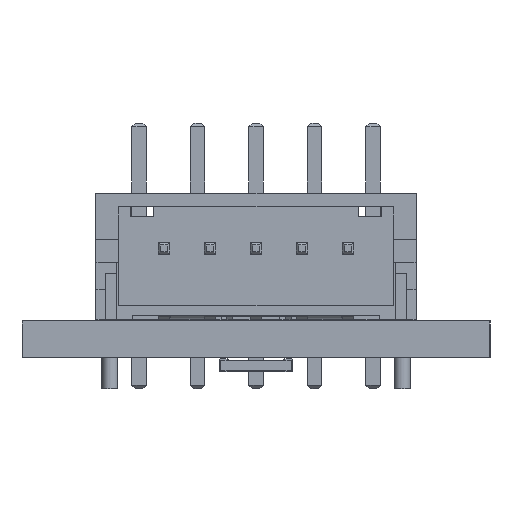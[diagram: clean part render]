
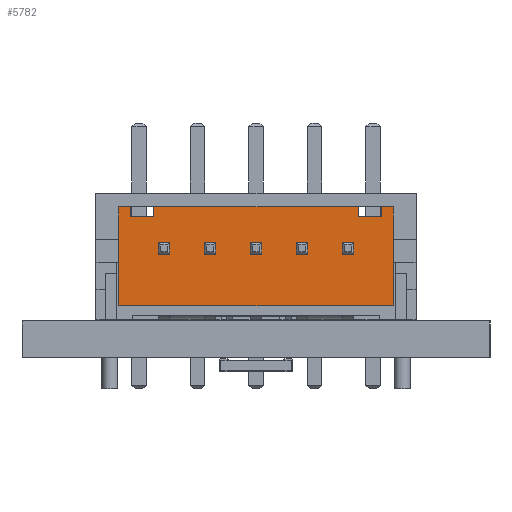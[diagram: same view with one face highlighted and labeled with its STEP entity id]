
A CAD part, left-side view. The second image highlights one B-rep face of the part: STEP entity #5782.
In plain terms, the highlighted face is planar.
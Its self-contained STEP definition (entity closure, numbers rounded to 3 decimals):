
#4304 = VERTEX_POINT('',#4305);
#4305 = CARTESIAN_POINT('',(5.95,4.9,-5.4));
#4311 = EDGE_CURVE('',#4304,#4312,#4314,.T.);
#4312 = VERTEX_POINT('',#4313);
#4313 = CARTESIAN_POINT('',(5.95,0.6,-5.4));
#4314 = LINE('',#4315,#4316);
#4315 = CARTESIAN_POINT('',(5.95,2.45,-5.4));
#4316 = VECTOR('',#4317,1.);
#4317 = DIRECTION('',(0.,-1.,0.));
#4472 = VERTEX_POINT('',#4473);
#4473 = CARTESIAN_POINT('',(-5.95,0.6,-5.4));
#4479 = EDGE_CURVE('',#4472,#4480,#4482,.T.);
#4480 = VERTEX_POINT('',#4481);
#4481 = CARTESIAN_POINT('',(-5.95,4.9,-5.4));
#4482 = LINE('',#4483,#4484);
#4483 = CARTESIAN_POINT('',(-5.95,0.3,-5.4));
#4484 = VECTOR('',#4485,1.);
#4485 = DIRECTION('',(0.,1.,0.));
#4849 = VERTEX_POINT('',#4850);
#4850 = CARTESIAN_POINT('',(-4.45,4.9,-5.4));
#4874 = VERTEX_POINT('',#4875);
#4875 = CARTESIAN_POINT('',(-4.45,4.5,-5.4));
#4881 = EDGE_CURVE('',#4849,#4874,#4882,.T.);
#4882 = LINE('',#4883,#4884);
#4883 = CARTESIAN_POINT('',(-4.45,2.75,-5.4));
#4884 = VECTOR('',#4885,1.);
#4885 = DIRECTION('',(0.,-1.,0.));
#4896 = VERTEX_POINT('',#4897);
#4897 = CARTESIAN_POINT('',(-5.45,4.9,-5.4));
#4903 = EDGE_CURVE('',#4904,#4896,#4906,.T.);
#4904 = VERTEX_POINT('',#4905);
#4905 = CARTESIAN_POINT('',(-5.45,4.5,-5.4));
#4906 = LINE('',#4907,#4908);
#4907 = CARTESIAN_POINT('',(-5.45,2.75,-5.4));
#4908 = VECTOR('',#4909,1.);
#4909 = DIRECTION('',(0.,1.,0.));
#4942 = EDGE_CURVE('',#4874,#4904,#4943,.T.);
#4943 = LINE('',#4944,#4945);
#4944 = CARTESIAN_POINT('',(-2.475,4.5,-5.4));
#4945 = VECTOR('',#4946,1.);
#4946 = DIRECTION('',(-1.,0.,0.));
#5176 = EDGE_CURVE('',#4849,#5177,#5179,.T.);
#5177 = VERTEX_POINT('',#5178);
#5178 = CARTESIAN_POINT('',(4.45,4.9,-5.4));
#5179 = LINE('',#5180,#5181);
#5180 = CARTESIAN_POINT('',(-2.975,4.9,-5.4));
#5181 = VECTOR('',#5182,1.);
#5182 = DIRECTION('',(1.,0.,0.));
#5201 = VERTEX_POINT('',#5202);
#5202 = CARTESIAN_POINT('',(5.45,4.9,-5.4));
#5208 = EDGE_CURVE('',#5201,#4304,#5209,.T.);
#5209 = LINE('',#5210,#5211);
#5210 = CARTESIAN_POINT('',(-2.975,4.9,-5.4));
#5211 = VECTOR('',#5212,1.);
#5212 = DIRECTION('',(1.,0.,0.));
#5217 = EDGE_CURVE('',#4480,#4896,#5218,.T.);
#5218 = LINE('',#5219,#5220);
#5219 = CARTESIAN_POINT('',(-2.975,4.9,-5.4));
#5220 = VECTOR('',#5221,1.);
#5221 = DIRECTION('',(1.,0.,0.));
#5593 = EDGE_CURVE('',#5594,#5596,#5598,.T.);
#5594 = VERTEX_POINT('',#5595);
#5595 = CARTESIAN_POINT('',(5.45,4.5,-5.4));
#5596 = VERTEX_POINT('',#5597);
#5597 = CARTESIAN_POINT('',(4.45,4.5,-5.4));
#5598 = LINE('',#5599,#5600);
#5599 = CARTESIAN_POINT('',(2.475,4.5,-5.4));
#5600 = VECTOR('',#5601,1.);
#5601 = DIRECTION('',(-1.,0.,0.));
#5649 = EDGE_CURVE('',#5596,#5177,#5650,.T.);
#5650 = LINE('',#5651,#5652);
#5651 = CARTESIAN_POINT('',(4.45,2.75,-5.4));
#5652 = VECTOR('',#5653,1.);
#5653 = DIRECTION('',(0.,1.,0.));
#5678 = EDGE_CURVE('',#5201,#5594,#5679,.T.);
#5679 = LINE('',#5680,#5681);
#5680 = CARTESIAN_POINT('',(5.45,2.75,-5.4));
#5681 = VECTOR('',#5682,1.);
#5682 = DIRECTION('',(0.,-1.,0.));
#5782 = ADVANCED_FACE('',(#5783,#5802,#5836,#5870,#5904,#5938),#5972,.F.
  );
#5783 = FACE_BOUND('',#5784,.T.);
#5784 = EDGE_LOOP('',(#5785,#5786,#5787,#5788,#5794,#5795,#5796,#5797,
    #5798,#5799,#5800,#5801));
#5785 = ORIENTED_EDGE('',*,*,#4903,.T.);
#5786 = ORIENTED_EDGE('',*,*,#5217,.F.);
#5787 = ORIENTED_EDGE('',*,*,#4479,.F.);
#5788 = ORIENTED_EDGE('',*,*,#5789,.F.);
#5789 = EDGE_CURVE('',#4312,#4472,#5790,.T.);
#5790 = LINE('',#5791,#5792);
#5791 = CARTESIAN_POINT('',(2.975,0.6,-5.4));
#5792 = VECTOR('',#5793,1.);
#5793 = DIRECTION('',(-1.,0.,0.));
#5794 = ORIENTED_EDGE('',*,*,#4311,.F.);
#5795 = ORIENTED_EDGE('',*,*,#5208,.F.);
#5796 = ORIENTED_EDGE('',*,*,#5678,.T.);
#5797 = ORIENTED_EDGE('',*,*,#5593,.T.);
#5798 = ORIENTED_EDGE('',*,*,#5649,.T.);
#5799 = ORIENTED_EDGE('',*,*,#5176,.F.);
#5800 = ORIENTED_EDGE('',*,*,#4881,.T.);
#5801 = ORIENTED_EDGE('',*,*,#4942,.T.);
#5802 = FACE_BOUND('',#5803,.T.);
#5803 = EDGE_LOOP('',(#5804,#5814,#5822,#5830));
#5804 = ORIENTED_EDGE('',*,*,#5805,.T.);
#5805 = EDGE_CURVE('',#5806,#5808,#5810,.T.);
#5806 = VERTEX_POINT('',#5807);
#5807 = CARTESIAN_POINT('',(-4.25,3.35,-5.4));
#5808 = VERTEX_POINT('',#5809);
#5809 = CARTESIAN_POINT('',(-3.75,3.35,-5.4));
#5810 = LINE('',#5811,#5812);
#5811 = CARTESIAN_POINT('',(-2.125,3.35,-5.4));
#5812 = VECTOR('',#5813,1.);
#5813 = DIRECTION('',(1.,0.,0.));
#5814 = ORIENTED_EDGE('',*,*,#5815,.T.);
#5815 = EDGE_CURVE('',#5808,#5816,#5818,.T.);
#5816 = VERTEX_POINT('',#5817);
#5817 = CARTESIAN_POINT('',(-3.75,2.85,-5.4));
#5818 = LINE('',#5819,#5820);
#5819 = CARTESIAN_POINT('',(-3.75,1.675,-5.4));
#5820 = VECTOR('',#5821,1.);
#5821 = DIRECTION('',(0.,-1.,0.));
#5822 = ORIENTED_EDGE('',*,*,#5823,.T.);
#5823 = EDGE_CURVE('',#5816,#5824,#5826,.T.);
#5824 = VERTEX_POINT('',#5825);
#5825 = CARTESIAN_POINT('',(-4.25,2.85,-5.4));
#5826 = LINE('',#5827,#5828);
#5827 = CARTESIAN_POINT('',(-1.875,2.85,-5.4));
#5828 = VECTOR('',#5829,1.);
#5829 = DIRECTION('',(-1.,0.,0.));
#5830 = ORIENTED_EDGE('',*,*,#5831,.T.);
#5831 = EDGE_CURVE('',#5824,#5806,#5832,.T.);
#5832 = LINE('',#5833,#5834);
#5833 = CARTESIAN_POINT('',(-4.25,1.425,-5.4));
#5834 = VECTOR('',#5835,1.);
#5835 = DIRECTION('',(0.,1.,0.));
#5836 = FACE_BOUND('',#5837,.T.);
#5837 = EDGE_LOOP('',(#5838,#5848,#5856,#5864));
#5838 = ORIENTED_EDGE('',*,*,#5839,.T.);
#5839 = EDGE_CURVE('',#5840,#5842,#5844,.T.);
#5840 = VERTEX_POINT('',#5841);
#5841 = CARTESIAN_POINT('',(-2.25,3.35,-5.4));
#5842 = VERTEX_POINT('',#5843);
#5843 = CARTESIAN_POINT('',(-1.75,3.35,-5.4));
#5844 = LINE('',#5845,#5846);
#5845 = CARTESIAN_POINT('',(-1.125,3.35,-5.4));
#5846 = VECTOR('',#5847,1.);
#5847 = DIRECTION('',(1.,0.,0.));
#5848 = ORIENTED_EDGE('',*,*,#5849,.T.);
#5849 = EDGE_CURVE('',#5842,#5850,#5852,.T.);
#5850 = VERTEX_POINT('',#5851);
#5851 = CARTESIAN_POINT('',(-1.75,2.85,-5.4));
#5852 = LINE('',#5853,#5854);
#5853 = CARTESIAN_POINT('',(-1.75,1.675,-5.4));
#5854 = VECTOR('',#5855,1.);
#5855 = DIRECTION('',(0.,-1.,0.));
#5856 = ORIENTED_EDGE('',*,*,#5857,.T.);
#5857 = EDGE_CURVE('',#5850,#5858,#5860,.T.);
#5858 = VERTEX_POINT('',#5859);
#5859 = CARTESIAN_POINT('',(-2.25,2.85,-5.4));
#5860 = LINE('',#5861,#5862);
#5861 = CARTESIAN_POINT('',(-0.875,2.85,-5.4));
#5862 = VECTOR('',#5863,1.);
#5863 = DIRECTION('',(-1.,0.,0.));
#5864 = ORIENTED_EDGE('',*,*,#5865,.T.);
#5865 = EDGE_CURVE('',#5858,#5840,#5866,.T.);
#5866 = LINE('',#5867,#5868);
#5867 = CARTESIAN_POINT('',(-2.25,1.425,-5.4));
#5868 = VECTOR('',#5869,1.);
#5869 = DIRECTION('',(0.,1.,0.));
#5870 = FACE_BOUND('',#5871,.T.);
#5871 = EDGE_LOOP('',(#5872,#5882,#5890,#5898));
#5872 = ORIENTED_EDGE('',*,*,#5873,.T.);
#5873 = EDGE_CURVE('',#5874,#5876,#5878,.T.);
#5874 = VERTEX_POINT('',#5875);
#5875 = CARTESIAN_POINT('',(-0.25,3.35,-5.4));
#5876 = VERTEX_POINT('',#5877);
#5877 = CARTESIAN_POINT('',(0.25,3.35,-5.4));
#5878 = LINE('',#5879,#5880);
#5879 = CARTESIAN_POINT('',(-0.125,3.35,-5.4));
#5880 = VECTOR('',#5881,1.);
#5881 = DIRECTION('',(1.,0.,0.));
#5882 = ORIENTED_EDGE('',*,*,#5883,.T.);
#5883 = EDGE_CURVE('',#5876,#5884,#5886,.T.);
#5884 = VERTEX_POINT('',#5885);
#5885 = CARTESIAN_POINT('',(0.25,2.85,-5.4));
#5886 = LINE('',#5887,#5888);
#5887 = CARTESIAN_POINT('',(0.25,1.675,-5.4));
#5888 = VECTOR('',#5889,1.);
#5889 = DIRECTION('',(0.,-1.,0.));
#5890 = ORIENTED_EDGE('',*,*,#5891,.T.);
#5891 = EDGE_CURVE('',#5884,#5892,#5894,.T.);
#5892 = VERTEX_POINT('',#5893);
#5893 = CARTESIAN_POINT('',(-0.25,2.85,-5.4));
#5894 = LINE('',#5895,#5896);
#5895 = CARTESIAN_POINT('',(0.125,2.85,-5.4));
#5896 = VECTOR('',#5897,1.);
#5897 = DIRECTION('',(-1.,0.,0.));
#5898 = ORIENTED_EDGE('',*,*,#5899,.T.);
#5899 = EDGE_CURVE('',#5892,#5874,#5900,.T.);
#5900 = LINE('',#5901,#5902);
#5901 = CARTESIAN_POINT('',(-0.25,1.425,-5.4));
#5902 = VECTOR('',#5903,1.);
#5903 = DIRECTION('',(0.,1.,0.));
#5904 = FACE_BOUND('',#5905,.T.);
#5905 = EDGE_LOOP('',(#5906,#5916,#5924,#5932));
#5906 = ORIENTED_EDGE('',*,*,#5907,.T.);
#5907 = EDGE_CURVE('',#5908,#5910,#5912,.T.);
#5908 = VERTEX_POINT('',#5909);
#5909 = CARTESIAN_POINT('',(1.75,3.35,-5.4));
#5910 = VERTEX_POINT('',#5911);
#5911 = CARTESIAN_POINT('',(2.25,3.35,-5.4));
#5912 = LINE('',#5913,#5914);
#5913 = CARTESIAN_POINT('',(0.875,3.35,-5.4));
#5914 = VECTOR('',#5915,1.);
#5915 = DIRECTION('',(1.,0.,0.));
#5916 = ORIENTED_EDGE('',*,*,#5917,.T.);
#5917 = EDGE_CURVE('',#5910,#5918,#5920,.T.);
#5918 = VERTEX_POINT('',#5919);
#5919 = CARTESIAN_POINT('',(2.25,2.85,-5.4));
#5920 = LINE('',#5921,#5922);
#5921 = CARTESIAN_POINT('',(2.25,1.675,-5.4));
#5922 = VECTOR('',#5923,1.);
#5923 = DIRECTION('',(0.,-1.,0.));
#5924 = ORIENTED_EDGE('',*,*,#5925,.T.);
#5925 = EDGE_CURVE('',#5918,#5926,#5928,.T.);
#5926 = VERTEX_POINT('',#5927);
#5927 = CARTESIAN_POINT('',(1.75,2.85,-5.4));
#5928 = LINE('',#5929,#5930);
#5929 = CARTESIAN_POINT('',(1.125,2.85,-5.4));
#5930 = VECTOR('',#5931,1.);
#5931 = DIRECTION('',(-1.,0.,0.));
#5932 = ORIENTED_EDGE('',*,*,#5933,.T.);
#5933 = EDGE_CURVE('',#5926,#5908,#5934,.T.);
#5934 = LINE('',#5935,#5936);
#5935 = CARTESIAN_POINT('',(1.75,1.425,-5.4));
#5936 = VECTOR('',#5937,1.);
#5937 = DIRECTION('',(0.,1.,0.));
#5938 = FACE_BOUND('',#5939,.T.);
#5939 = EDGE_LOOP('',(#5940,#5950,#5958,#5966));
#5940 = ORIENTED_EDGE('',*,*,#5941,.T.);
#5941 = EDGE_CURVE('',#5942,#5944,#5946,.T.);
#5942 = VERTEX_POINT('',#5943);
#5943 = CARTESIAN_POINT('',(3.75,3.35,-5.4));
#5944 = VERTEX_POINT('',#5945);
#5945 = CARTESIAN_POINT('',(4.25,3.35,-5.4));
#5946 = LINE('',#5947,#5948);
#5947 = CARTESIAN_POINT('',(1.875,3.35,-5.4));
#5948 = VECTOR('',#5949,1.);
#5949 = DIRECTION('',(1.,0.,0.));
#5950 = ORIENTED_EDGE('',*,*,#5951,.T.);
#5951 = EDGE_CURVE('',#5944,#5952,#5954,.T.);
#5952 = VERTEX_POINT('',#5953);
#5953 = CARTESIAN_POINT('',(4.25,2.85,-5.4));
#5954 = LINE('',#5955,#5956);
#5955 = CARTESIAN_POINT('',(4.25,1.675,-5.4));
#5956 = VECTOR('',#5957,1.);
#5957 = DIRECTION('',(0.,-1.,0.));
#5958 = ORIENTED_EDGE('',*,*,#5959,.T.);
#5959 = EDGE_CURVE('',#5952,#5960,#5962,.T.);
#5960 = VERTEX_POINT('',#5961);
#5961 = CARTESIAN_POINT('',(3.75,2.85,-5.4));
#5962 = LINE('',#5963,#5964);
#5963 = CARTESIAN_POINT('',(2.125,2.85,-5.4));
#5964 = VECTOR('',#5965,1.);
#5965 = DIRECTION('',(-1.,0.,0.));
#5966 = ORIENTED_EDGE('',*,*,#5967,.T.);
#5967 = EDGE_CURVE('',#5960,#5942,#5968,.T.);
#5968 = LINE('',#5969,#5970);
#5969 = CARTESIAN_POINT('',(3.75,1.425,-5.4));
#5970 = VECTOR('',#5971,1.);
#5971 = DIRECTION('',(0.,1.,0.));
#5972 = PLANE('',#5973);
#5973 = AXIS2_PLACEMENT_3D('',#5974,#5975,#5976);
#5974 = CARTESIAN_POINT('',(0.,0.,-5.4));
#5975 = DIRECTION('',(0.,0.,-1.));
#5976 = DIRECTION('',(0.,1.,0.));
